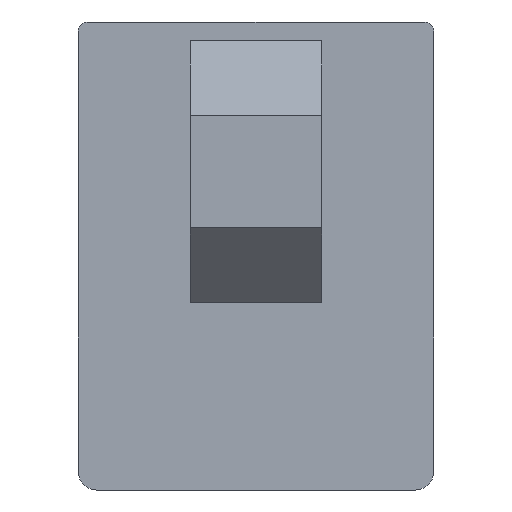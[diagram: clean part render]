
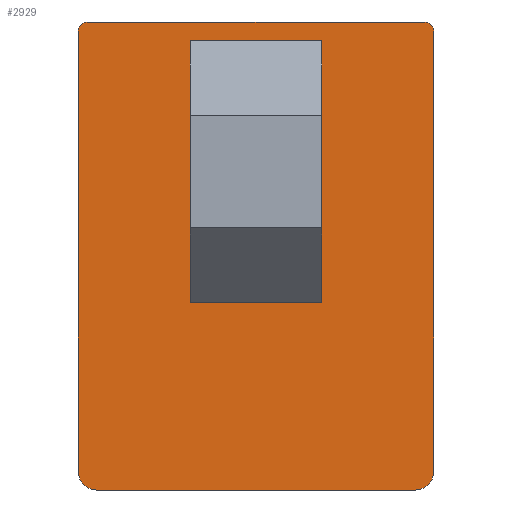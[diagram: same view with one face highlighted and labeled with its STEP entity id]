
A CAD part, front view. The second image highlights one B-rep face of the part: STEP entity #2929.
In plain terms, the highlighted planar face has unit normal (0, -1, 0).
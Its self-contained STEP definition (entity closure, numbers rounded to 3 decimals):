
#4 = VERTEX_POINT ( 'NONE', #2742 ) ;
#27 = ORIENTED_EDGE ( 'NONE', *, *, #624, .F. ) ;
#50 = VECTOR ( 'NONE', #2660, 1000. ) ;
#103 = CARTESIAN_POINT ( 'NONE',  ( 19., 0., -25. ) ) ;
#120 = EDGE_CURVE ( 'NONE', #1447, #1023, #2939, .T. ) ;
#153 = LINE ( 'NONE', #2508, #2687 ) ;
#282 = FACE_BOUND ( 'NONE', #728, .T. ) ;
#294 = CARTESIAN_POINT ( 'NONE',  ( 10.2, 0., -7.9 ) ) ;
#299 = DIRECTION ( 'NONE',  ( 0., -1., 0. ) ) ;
#330 = VERTEX_POINT ( 'NONE', #2882 ) ;
#340 = ORIENTED_EDGE ( 'NONE', *, *, #1490, .F. ) ;
#348 = DIRECTION ( 'NONE',  ( 0., 0., -1. ) ) ;
#383 = EDGE_CURVE ( 'NONE', #3159, #330, #1006, .T. ) ;
#435 = LINE ( 'NONE', #2603, #2891 ) ;
#504 = ORIENTED_EDGE ( 'NONE', *, *, #383, .T. ) ;
#512 = CARTESIAN_POINT ( 'NONE',  ( 12.8, 0., -3.9 ) ) ;
#526 = AXIS2_PLACEMENT_3D ( 'NONE', #294, #2006, #544 ) ;
#544 = DIRECTION ( 'NONE',  ( 0., 0., 1. ) ) ;
#573 = VERTEX_POINT ( 'NONE', #1026 ) ;
#598 = CIRCLE ( 'NONE', #2404, 4. ) ;
#621 = LINE ( 'NONE', #2231, #3147 ) ;
#624 = EDGE_CURVE ( 'NONE', #1447, #573, #153, .T. ) ;
#687 = ORIENTED_EDGE ( 'NONE', *, *, #1936, .T. ) ;
#717 = LINE ( 'NONE', #1179, #50 ) ;
#728 = EDGE_LOOP ( 'NONE', ( #2329, #1675, #340, #1395, #2058, #1847 ) ) ;
#772 = DIRECTION ( 'NONE',  ( 0., 0., 1. ) ) ;
#795 = CIRCLE ( 'NONE', #526, 4. ) ;
#807 = VERTEX_POINT ( 'NONE', #1225 ) ;
#850 = ORIENTED_EDGE ( 'NONE', *, *, #120, .T. ) ;
#888 = EDGE_CURVE ( 'NONE', #3159, #1023, #621, .T. ) ;
#913 = CARTESIAN_POINT ( 'NONE',  ( 0., 0., -0.5 ) ) ;
#917 = DIRECTION ( 'NONE',  ( 0., -1., 0. ) ) ;
#947 = DIRECTION ( 'NONE',  ( 0., -1., 0. ) ) ;
#1006 = CIRCLE ( 'NONE', #1285, 1. ) ;
#1018 = CARTESIAN_POINT ( 'NONE',  ( 8.8, 0., -12.1 ) ) ;
#1023 = VERTEX_POINT ( 'NONE', #913 ) ;
#1024 = AXIS2_PLACEMENT_3D ( 'NONE', #2761, #299, #2259 ) ;
#1026 = CARTESIAN_POINT ( 'NONE',  ( 18.5, 0., 0. ) ) ;
#1081 = LINE ( 'NONE', #512, #1498 ) ;
#1137 = CARTESIAN_POINT ( 'NONE',  ( 0., 0., -25. ) ) ;
#1147 = PLANE ( 'NONE',  #2919 ) ;
#1179 = CARTESIAN_POINT ( 'NONE',  ( 8.8, 0., -12.1 ) ) ;
#1225 = CARTESIAN_POINT ( 'NONE',  ( 19., 0., -24. ) ) ;
#1253 = ORIENTED_EDGE ( 'NONE', *, *, #1595, .T. ) ;
#1285 = AXIS2_PLACEMENT_3D ( 'NONE', #2406, #947, #2655 ) ;
#1286 = VERTEX_POINT ( 'NONE', #1018 ) ;
#1316 = DIRECTION ( 'NONE',  ( 0., 0., 1. ) ) ;
#1364 = DIRECTION ( 'NONE',  ( 0., -1., 0. ) ) ;
#1372 = CARTESIAN_POINT ( 'NONE',  ( 19., 0., -0.5 ) ) ;
#1395 = ORIENTED_EDGE ( 'NONE', *, *, #3026, .F. ) ;
#1447 = VERTEX_POINT ( 'NONE', #1583 ) ;
#1455 = CARTESIAN_POINT ( 'NONE',  ( 18., 0., -24. ) ) ;
#1474 = ORIENTED_EDGE ( 'NONE', *, *, #2911, .T. ) ;
#1490 = EDGE_CURVE ( 'NONE', #1286, #3055, #598, .T. ) ;
#1498 = VECTOR ( 'NONE', #2461, 1000. ) ;
#1515 = ORIENTED_EDGE ( 'NONE', *, *, #888, .F. ) ;
#1530 = DIRECTION ( 'NONE',  ( 1., 0., 0. ) ) ;
#1578 = FACE_OUTER_BOUND ( 'NONE', #2145, .T. ) ;
#1583 = CARTESIAN_POINT ( 'NONE',  ( 0.5, 0., 0. ) ) ;
#1595 = EDGE_CURVE ( 'NONE', #2216, #573, #2965, .T. ) ;
#1675 = ORIENTED_EDGE ( 'NONE', *, *, #2312, .F. ) ;
#1707 = DIRECTION ( 'NONE',  ( 0., 0., -1. ) ) ;
#1740 = CIRCLE ( 'NONE', #2546, 1. ) ;
#1825 = VERTEX_POINT ( 'NONE', #2751 ) ;
#1847 = ORIENTED_EDGE ( 'NONE', *, *, #2570, .F. ) ;
#1936 = EDGE_CURVE ( 'NONE', #807, #2216, #2704, .T. ) ;
#2006 = DIRECTION ( 'NONE',  ( 0., -1., 0. ) ) ;
#2042 = VECTOR ( 'NONE', #3128, 1000. ) ;
#2058 = ORIENTED_EDGE ( 'NONE', *, *, #2709, .F. ) ;
#2117 = CARTESIAN_POINT ( 'NONE',  ( 6.2, 0., -7.9 ) ) ;
#2118 = LINE ( 'NONE', #2139, #2042 ) ;
#2120 = DIRECTION ( 'NONE',  ( 0., -1., 0. ) ) ;
#2139 = CARTESIAN_POINT ( 'NONE',  ( 12.8, 0., -3.9 ) ) ;
#2145 = EDGE_LOOP ( 'NONE', ( #1515, #504, #1474, #2749, #687, #1253, #27, #850 ) ) ;
#2216 = VERTEX_POINT ( 'NONE', #1372 ) ;
#2231 = CARTESIAN_POINT ( 'NONE',  ( 0., 0., -25. ) ) ;
#2235 = VERTEX_POINT ( 'NONE', #2117 ) ;
#2259 = DIRECTION ( 'NONE',  ( 0., 0., -1. ) ) ;
#2312 = EDGE_CURVE ( 'NONE', #3055, #4, #2118, .T. ) ;
#2329 = ORIENTED_EDGE ( 'NONE', *, *, #2478, .F. ) ;
#2353 = VERTEX_POINT ( 'NONE', #2892 ) ;
#2375 = CARTESIAN_POINT ( 'NONE',  ( 18.5, 0., -0.5 ) ) ;
#2397 = CARTESIAN_POINT ( 'NONE',  ( 18., 0., -25. ) ) ;
#2404 = AXIS2_PLACEMENT_3D ( 'NONE', #2839, #1364, #3087 ) ;
#2406 = CARTESIAN_POINT ( 'NONE',  ( 1., 0., -24. ) ) ;
#2418 = EDGE_CURVE ( 'NONE', #3020, #807, #1740, .T. ) ;
#2461 = DIRECTION ( 'NONE',  ( -1., 0., 0. ) ) ;
#2478 = EDGE_CURVE ( 'NONE', #4, #2353, #1081, .T. ) ;
#2508 = CARTESIAN_POINT ( 'NONE',  ( 0., 0., 0. ) ) ;
#2538 = VECTOR ( 'NONE', #1316, 1000. ) ;
#2546 = AXIS2_PLACEMENT_3D ( 'NONE', #1455, #3173, #1707 ) ;
#2570 = EDGE_CURVE ( 'NONE', #2353, #2235, #795, .T. ) ;
#2603 = CARTESIAN_POINT ( 'NONE',  ( 0., 0., -25. ) ) ;
#2622 = DIRECTION ( 'NONE',  ( 0., 0., -1. ) ) ;
#2650 = CARTESIAN_POINT ( 'NONE',  ( 12.8, 0., -8.1 ) ) ;
#2655 = DIRECTION ( 'NONE',  ( 0., 0., -1. ) ) ;
#2660 = DIRECTION ( 'NONE',  ( 1., 0., 0. ) ) ;
#2687 = VECTOR ( 'NONE', #1530, 1000. ) ;
#2704 = LINE ( 'NONE', #103, #2538 ) ;
#2709 = EDGE_CURVE ( 'NONE', #2235, #1825, #2852, .T. ) ;
#2736 = AXIS2_PLACEMENT_3D ( 'NONE', #2375, #917, #2622 ) ;
#2742 = CARTESIAN_POINT ( 'NONE',  ( 12.8, 0., -3.9 ) ) ;
#2749 = ORIENTED_EDGE ( 'NONE', *, *, #2418, .T. ) ;
#2751 = CARTESIAN_POINT ( 'NONE',  ( 6.2, 0., -12.1 ) ) ;
#2761 = CARTESIAN_POINT ( 'NONE',  ( 0.5, 0., -0.5 ) ) ;
#2773 = VECTOR ( 'NONE', #348, 1000. ) ;
#2797 = CARTESIAN_POINT ( 'NONE',  ( 6.2, 0., -7.9 ) ) ;
#2823 = CARTESIAN_POINT ( 'NONE',  ( 0., 0., -24. ) ) ;
#2839 = CARTESIAN_POINT ( 'NONE',  ( 8.8, 0., -8.1 ) ) ;
#2851 = DIRECTION ( 'NONE',  ( 1., 0., 0. ) ) ;
#2852 = LINE ( 'NONE', #2797, #2773 ) ;
#2865 = DIRECTION ( 'NONE',  ( 0., 0., -1. ) ) ;
#2882 = CARTESIAN_POINT ( 'NONE',  ( 1., 0., -25. ) ) ;
#2891 = VECTOR ( 'NONE', #2851, 1000. ) ;
#2892 = CARTESIAN_POINT ( 'NONE',  ( 10.2, 0., -3.9 ) ) ;
#2911 = EDGE_CURVE ( 'NONE', #330, #3020, #435, .T. ) ;
#2919 = AXIS2_PLACEMENT_3D ( 'NONE', #1137, #2120, #2865 ) ;
#2929 = ADVANCED_FACE ( 'NONE', ( #1578, #282 ), #1147, .T. ) ;
#2939 = CIRCLE ( 'NONE', #1024, 0.5 ) ;
#2965 = CIRCLE ( 'NONE', #2736, 0.5 ) ;
#3020 = VERTEX_POINT ( 'NONE', #2397 ) ;
#3026 = EDGE_CURVE ( 'NONE', #1825, #1286, #717, .T. ) ;
#3055 = VERTEX_POINT ( 'NONE', #2650 ) ;
#3087 = DIRECTION ( 'NONE',  ( 0., 0., 1. ) ) ;
#3128 = DIRECTION ( 'NONE',  ( 0., 0., 1. ) ) ;
#3147 = VECTOR ( 'NONE', #772, 1000. ) ;
#3159 = VERTEX_POINT ( 'NONE', #2823 ) ;
#3173 = DIRECTION ( 'NONE',  ( 0., -1., 0. ) ) ;
